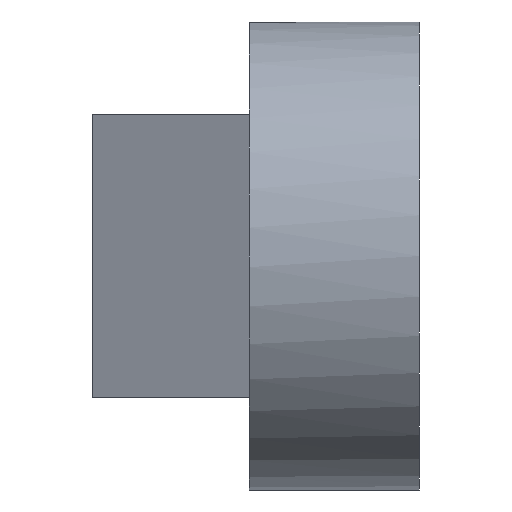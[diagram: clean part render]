
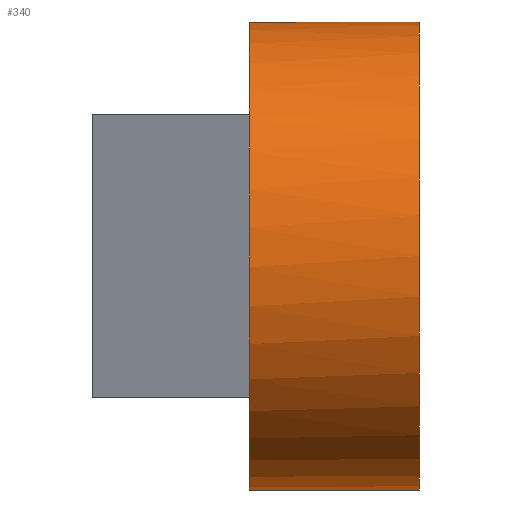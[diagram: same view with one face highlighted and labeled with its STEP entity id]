
A CAD part, left-side view. The second image highlights one B-rep face of the part: STEP entity #340.
In plain terms, the highlighted cylindrical face has radius 41.392 mm (diameter 82.785 mm), a full revolution.
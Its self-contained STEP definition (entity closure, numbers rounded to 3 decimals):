
#17=B_SPLINE_CURVE_WITH_KNOTS('',3,(#562,#563,#564,#565,#566,#567,#568,
#569,#570,#571,#572,#573,#574,#575,#576,#577,#578,#579,#580,#581,#582,#583,
#584,#585,#586,#587,#588,#589,#590,#591,#592,#593,#594,#595),
 .UNSPECIFIED.,.F.,.F.,(4,2,2,2,2,2,2,2,2,2,2,2,2,2,2,2,4),(7.863,
8.292,8.781,9.271,9.76,10.246,
10.732,11.218,11.704,12.19,12.676,
13.162,13.648,14.137,14.627,15.116,
15.545),.UNSPECIFIED.);
#20=CYLINDRICAL_SURFACE('',#385,41.392);
#35=CIRCLE('',#381,41.392);
#38=CIRCLE('',#386,41.392);
#39=CIRCLE('',#387,41.392);
#53=FACE_OUTER_BOUND('',#77,.T.);
#77=EDGE_LOOP('',(#258,#259,#260,#261,#262,#263));
#103=LINE('',#558,#132);
#132=VECTOR('',#461,41.392);
#158=VERTEX_POINT('',#548);
#161=VERTEX_POINT('',#557);
#162=VERTEX_POINT('',#559);
#163=VERTEX_POINT('',#561);
#195=EDGE_CURVE('',#158,#158,#35,.T.);
#199=EDGE_CURVE('',#158,#161,#103,.T.);
#200=EDGE_CURVE('',#161,#162,#38,.T.);
#201=EDGE_CURVE('',#163,#162,#17,.T.);
#202=EDGE_CURVE('',#163,#161,#39,.T.);
#258=ORIENTED_EDGE('',*,*,#195,.F.);
#259=ORIENTED_EDGE('',*,*,#199,.T.);
#260=ORIENTED_EDGE('',*,*,#200,.T.);
#261=ORIENTED_EDGE('',*,*,#201,.F.);
#262=ORIENTED_EDGE('',*,*,#202,.T.);
#263=ORIENTED_EDGE('',*,*,#199,.F.);
#340=ADVANCED_FACE('',(#53),#20,.T.);
#381=AXIS2_PLACEMENT_3D('',#549,#450,#451);
#385=AXIS2_PLACEMENT_3D('',#556,#459,#460);
#386=AXIS2_PLACEMENT_3D('',#560,#462,#463);
#387=AXIS2_PLACEMENT_3D('',#596,#464,#465);
#450=DIRECTION('center_axis',(0.,-1.,0.));
#451=DIRECTION('ref_axis',(0.,0.,-1.));
#459=DIRECTION('center_axis',(0.,1.,0.));
#460=DIRECTION('ref_axis',(0.,0.,1.));
#461=DIRECTION('',(0.,1.,0.));
#462=DIRECTION('center_axis',(0.,-1.,0.));
#463=DIRECTION('ref_axis',(0.,0.,-1.));
#464=DIRECTION('center_axis',(0.,-1.,0.));
#465=DIRECTION('ref_axis',(0.,0.,-1.));
#548=CARTESIAN_POINT('',(-26.751,-26.548,-24.017));
#549=CARTESIAN_POINT('Origin',(-26.751,-26.548,17.375));
#556=CARTESIAN_POINT('Origin',(-26.751,3.531,17.375));
#557=CARTESIAN_POINT('',(-26.751,3.531,-24.017));
#558=CARTESIAN_POINT('',(-26.751,3.531,-24.017));
#559=CARTESIAN_POINT('',(6.184,3.531,-7.696));
#560=CARTESIAN_POINT('Origin',(-26.751,3.531,17.375));
#561=CARTESIAN_POINT('',(6.184,3.531,42.447));
#562=CARTESIAN_POINT('Ctrl Pts',(6.184,3.531,42.447));
#563=CARTESIAN_POINT('Ctrl Pts',(6.211,2.093,42.413));
#564=CARTESIAN_POINT('Ctrl Pts',(6.333,0.635,42.253));
#565=CARTESIAN_POINT('Ctrl Pts',(6.789,-2.441,41.635));
#566=CARTESIAN_POINT('Ctrl Pts',(7.149,-4.052,41.14));
#567=CARTESIAN_POINT('Ctrl Pts',(8.017,-7.121,39.85));
#568=CARTESIAN_POINT('Ctrl Pts',(8.526,-8.58,39.055));
#569=CARTESIAN_POINT('Ctrl Pts',(9.583,-11.274,37.231));
#570=CARTESIAN_POINT('Ctrl Pts',(10.132,-12.508,36.202));
#571=CARTESIAN_POINT('Ctrl Pts',(11.165,-14.687,34.023));
#572=CARTESIAN_POINT('Ctrl Pts',(11.69,-15.715,32.793));
#573=CARTESIAN_POINT('Ctrl Pts',(12.664,-17.541,30.098));
#574=CARTESIAN_POINT('Ctrl Pts',(13.112,-18.34,28.634));
#575=CARTESIAN_POINT('Ctrl Pts',(13.856,-19.634,25.555));
#576=CARTESIAN_POINT('Ctrl Pts',(14.151,-20.131,23.937));
#577=CARTESIAN_POINT('Ctrl Pts',(14.544,-20.787,20.658));
#578=CARTESIAN_POINT('Ctrl Pts',(14.641,-20.947,18.996));
#579=CARTESIAN_POINT('Ctrl Pts',(14.641,-20.947,15.755));
#580=CARTESIAN_POINT('Ctrl Pts',(14.544,-20.787,14.093));
#581=CARTESIAN_POINT('Ctrl Pts',(14.151,-20.131,10.814));
#582=CARTESIAN_POINT('Ctrl Pts',(13.856,-19.634,9.196));
#583=CARTESIAN_POINT('Ctrl Pts',(13.112,-18.34,6.117));
#584=CARTESIAN_POINT('Ctrl Pts',(12.664,-17.541,4.653));
#585=CARTESIAN_POINT('Ctrl Pts',(11.69,-15.715,1.958));
#586=CARTESIAN_POINT('Ctrl Pts',(11.165,-14.687,0.728));
#587=CARTESIAN_POINT('Ctrl Pts',(10.132,-12.508,-1.452));
#588=CARTESIAN_POINT('Ctrl Pts',(9.583,-11.274,-2.48));
#589=CARTESIAN_POINT('Ctrl Pts',(8.526,-8.58,-4.304));
#590=CARTESIAN_POINT('Ctrl Pts',(8.017,-7.121,-5.099));
#591=CARTESIAN_POINT('Ctrl Pts',(7.149,-4.052,-6.389));
#592=CARTESIAN_POINT('Ctrl Pts',(6.789,-2.441,-6.884));
#593=CARTESIAN_POINT('Ctrl Pts',(6.333,0.635,-7.502));
#594=CARTESIAN_POINT('Ctrl Pts',(6.211,2.093,-7.662));
#595=CARTESIAN_POINT('Ctrl Pts',(6.184,3.531,-7.696));
#596=CARTESIAN_POINT('Origin',(-26.751,3.531,17.375));
